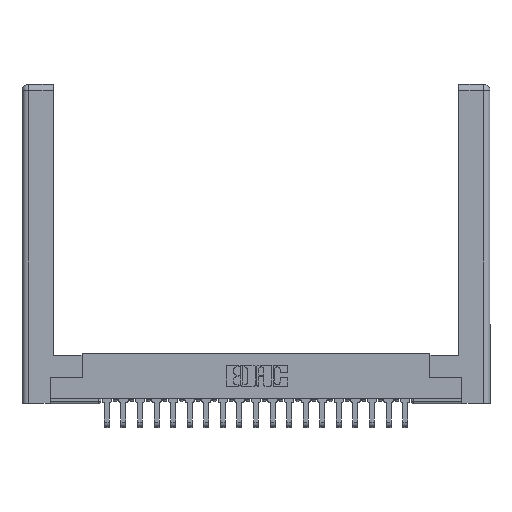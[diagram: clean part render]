
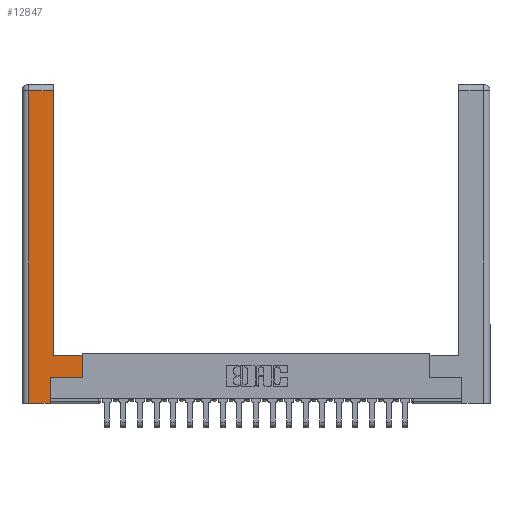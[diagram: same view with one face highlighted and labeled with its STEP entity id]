
A CAD part, top view. The second image highlights one B-rep face of the part: STEP entity #12847.
In plain terms, the highlighted planar face has unit normal (0, 0, 1).
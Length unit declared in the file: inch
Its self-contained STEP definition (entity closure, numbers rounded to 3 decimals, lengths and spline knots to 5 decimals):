
#739 = DIRECTION ( 'NONE',  ( 1., 0., 0. ) ) ;
#978 = VECTOR ( 'NONE', #4285, 39.37008 ) ;
#1242 = VERTEX_POINT ( 'NONE', #10117 ) ;
#1346 = LINE ( 'NONE', #23796, #12818 ) ;
#1514 = LINE ( 'NONE', #3186, #11020 ) ;
#1537 = EDGE_CURVE ( 'NONE', #2015, #21474, #19400, .T. ) ;
#1667 = ORIENTED_EDGE ( 'NONE', *, *, #7421, .T. ) ;
#2015 = VERTEX_POINT ( 'NONE', #23637 ) ;
#2212 = ORIENTED_EDGE ( 'NONE', *, *, #19705, .T. ) ;
#2572 = CARTESIAN_POINT ( 'NONE',  ( 0.295, 0.45, 0. ) ) ;
#2897 = DIRECTION ( 'NONE',  ( 0., 0., -1. ) ) ;
#3186 = CARTESIAN_POINT ( 'NONE',  ( 0.0615, 0., 0. ) ) ;
#3656 = CARTESIAN_POINT ( 'NONE',  ( 0.0615, 2.94, 0. ) ) ;
#4092 = VECTOR ( 'NONE', #739, 39.37008 ) ;
#4285 = DIRECTION ( 'NONE',  ( 0., 1., 0. ) ) ;
#4596 = PLANE ( 'NONE',  #16763 ) ;
#4800 = VERTEX_POINT ( 'NONE', #12796 ) ;
#5119 = VERTEX_POINT ( 'NONE', #14368 ) ;
#5680 = ORIENTED_EDGE ( 'NONE', *, *, #20791, .T. ) ;
#5713 = CARTESIAN_POINT ( 'NONE',  ( 0.295, 3., 0. ) ) ;
#6223 = VERTEX_POINT ( 'NONE', #10354 ) ;
#6255 = CARTESIAN_POINT ( 'NONE',  ( 0., 0., 0. ) ) ;
#7421 = EDGE_CURVE ( 'NONE', #6223, #20959, #15161, .T. ) ;
#8016 = CARTESIAN_POINT ( 'NONE',  ( 0.265, 0.245, 0. ) ) ;
#8597 = DIRECTION ( 'NONE',  ( 0., -1., 0. ) ) ;
#8818 = DIRECTION ( 'NONE',  ( -1., 0., 0. ) ) ;
#9322 = DIRECTION ( 'NONE',  ( 0., 1., 0. ) ) ;
#9654 = DIRECTION ( 'NONE',  ( -1., 0., 0. ) ) ;
#10021 = DIRECTION ( 'NONE',  ( 1., 0., 0. ) ) ;
#10117 = CARTESIAN_POINT ( 'NONE',  ( 0.0615, 0., 0. ) ) ;
#10134 = LINE ( 'NONE', #2572, #16055 ) ;
#10354 = CARTESIAN_POINT ( 'NONE',  ( 0.295, 0.45, 0. ) ) ;
#11020 = VECTOR ( 'NONE', #8597, 39.37008 ) ;
#11574 = ORIENTED_EDGE ( 'NONE', *, *, #22484, .T. ) ;
#12796 = CARTESIAN_POINT ( 'NONE',  ( 0.0615, 2.94, 0. ) ) ;
#12818 = VECTOR ( 'NONE', #23432, 39.37008 ) ;
#12847 = ADVANCED_FACE ( 'NONE', ( #21133 ), #4596, .F. ) ;
#13242 = ORIENTED_EDGE ( 'NONE', *, *, #15310, .T. ) ;
#13700 = LINE ( 'NONE', #21051, #20690 ) ;
#13785 = CARTESIAN_POINT ( 'NONE',  ( 0.565, 0.245, 0. ) ) ;
#14340 = CARTESIAN_POINT ( 'NONE',  ( 0.265, 0., 0. ) ) ;
#14368 = CARTESIAN_POINT ( 'NONE',  ( 0.565, 0.45, 0. ) ) ;
#15161 = LINE ( 'NONE', #5713, #23407 ) ;
#15310 = EDGE_CURVE ( 'NONE', #21474, #5119, #1346, .T. ) ;
#16055 = VECTOR ( 'NONE', #9654, 39.37008 ) ;
#16125 = LINE ( 'NONE', #3656, #19909 ) ;
#16763 = AXIS2_PLACEMENT_3D ( 'NONE', #6255, #2897, #19543 ) ;
#17521 = CARTESIAN_POINT ( 'NONE',  ( 0.565, 0.245, 0. ) ) ;
#17764 = ORIENTED_EDGE ( 'NONE', *, *, #19330, .T. ) ;
#18572 = ORIENTED_EDGE ( 'NONE', *, *, #22374, .T. ) ;
#18872 = CARTESIAN_POINT ( 'NONE',  ( 0.295, 2.94, 0. ) ) ;
#19330 = EDGE_CURVE ( 'NONE', #22138, #2015, #20826, .T. ) ;
#19400 = LINE ( 'NONE', #17521, #4092 ) ;
#19458 = EDGE_LOOP ( 'NONE', ( #1667, #11574, #5680, #18572, #17764, #20838, #13242, #2212 ) ) ;
#19543 = DIRECTION ( 'NONE',  ( -1., 0., 0. ) ) ;
#19705 = EDGE_CURVE ( 'NONE', #5119, #6223, #10134, .T. ) ;
#19909 = VECTOR ( 'NONE', #8818, 39.37008 ) ;
#20690 = VECTOR ( 'NONE', #10021, 39.37008 ) ;
#20791 = EDGE_CURVE ( 'NONE', #4800, #1242, #1514, .T. ) ;
#20826 = LINE ( 'NONE', #8016, #978 ) ;
#20838 = ORIENTED_EDGE ( 'NONE', *, *, #1537, .T. ) ;
#20959 = VERTEX_POINT ( 'NONE', #18872 ) ;
#21051 = CARTESIAN_POINT ( 'NONE',  ( 0.265, 0., 0. ) ) ;
#21133 = FACE_OUTER_BOUND ( 'NONE', #19458, .T. ) ;
#21474 = VERTEX_POINT ( 'NONE', #13785 ) ;
#22138 = VERTEX_POINT ( 'NONE', #14340 ) ;
#22374 = EDGE_CURVE ( 'NONE', #1242, #22138, #13700, .T. ) ;
#22484 = EDGE_CURVE ( 'NONE', #20959, #4800, #16125, .T. ) ;
#23407 = VECTOR ( 'NONE', #9322, 39.37008 ) ;
#23432 = DIRECTION ( 'NONE',  ( 0., 1., 0. ) ) ;
#23637 = CARTESIAN_POINT ( 'NONE',  ( 0.265, 0.245, 0. ) ) ;
#23796 = CARTESIAN_POINT ( 'NONE',  ( 0.565, 0.45, 0. ) ) ;
